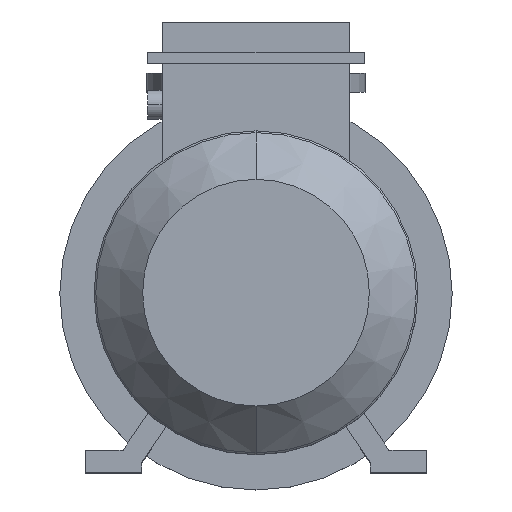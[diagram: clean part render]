
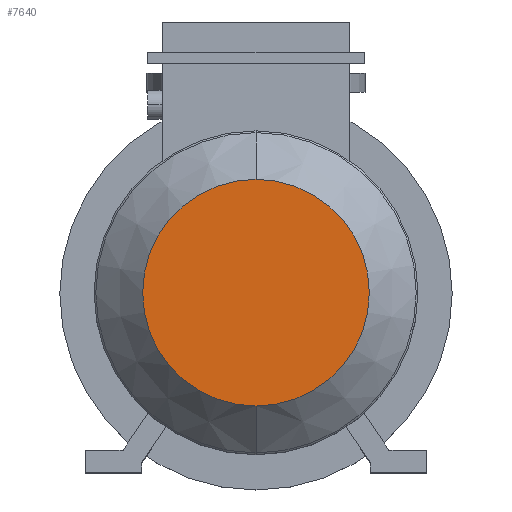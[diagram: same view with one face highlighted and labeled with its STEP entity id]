
A CAD part, top view. The second image highlights one B-rep face of the part: STEP entity #7640.
In plain terms, the highlighted planar face has unit normal (0, 0, 1).
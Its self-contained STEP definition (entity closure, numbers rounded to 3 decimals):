
#1221 = CARTESIAN_POINT ( 'NONE',  ( 0., 0., 715. ) ) ;
#1222 = DIRECTION ( 'NONE',  ( 0., 0., -1. ) ) ;
#1223 = DIRECTION ( 'NONE',  ( 0., -1., 0. ) ) ;
#1246 = CARTESIAN_POINT ( 'NONE',  ( 0., 0., 715. ) ) ;
#1247 = DIRECTION ( 'NONE',  ( 0., 0., -1. ) ) ;
#1248 = DIRECTION ( 'NONE',  ( 0., -1., 0. ) ) ;
#1960 = CIRCLE ( 'NONE', #6877, 101.063 ) ;
#1972 = CIRCLE ( 'NONE', #6891, 101.063 ) ;
#2501 = EDGE_LOOP ( 'NONE', ( #7374, #7373 ) ) ;
#2841 = FACE_OUTER_BOUND ( 'NONE', #2501, .T. ) ;
#3053 = CARTESIAN_POINT ( 'NONE',  ( 0., -101.063, 715. ) ) ;
#3056 = CARTESIAN_POINT ( 'NONE',  ( 0., 101.062, 715. ) ) ;
#3231 = PLANE ( 'NONE',  #7142 ) ;
#3251 = CARTESIAN_POINT ( 'NONE',  ( 0., 0., 715. ) ) ;
#3252 = DIRECTION ( 'NONE',  ( 0., 0., -1. ) ) ;
#3253 = DIRECTION ( 'NONE',  ( 0., -1., 0. ) ) ;
#6633 = EDGE_CURVE ( 'NONE', #8846, #8849, #1960, .T. ) ;
#6642 = EDGE_CURVE ( 'NONE', #8849, #8846, #1972, .T. ) ;
#6877 = AXIS2_PLACEMENT_3D ( 'NONE', #1221, #1222, #1223 ) ;
#6891 = AXIS2_PLACEMENT_3D ( 'NONE', #1246, #1247, #1248 ) ;
#7142 = AXIS2_PLACEMENT_3D ( 'NONE', #3251, #3252, #3253 ) ;
#7373 = ORIENTED_EDGE ( 'NONE', *, *, #6642, .F. ) ;
#7374 = ORIENTED_EDGE ( 'NONE', *, *, #6633, .F. ) ;
#7640 = ADVANCED_FACE ( 'NONE', ( #2841 ), #3231, .F. ) ;
#8846 = VERTEX_POINT ( 'NONE', #3053 ) ;
#8849 = VERTEX_POINT ( 'NONE', #3056 ) ;
